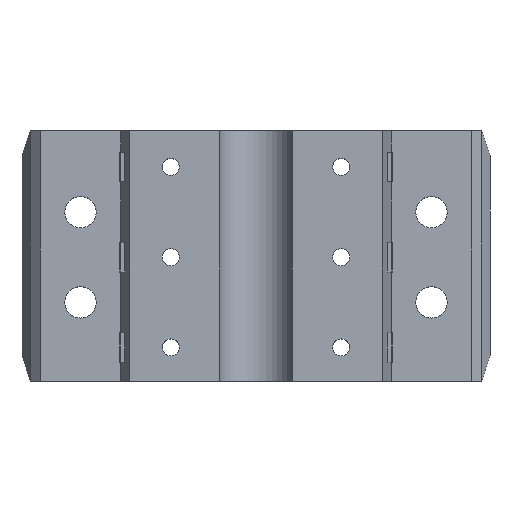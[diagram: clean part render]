
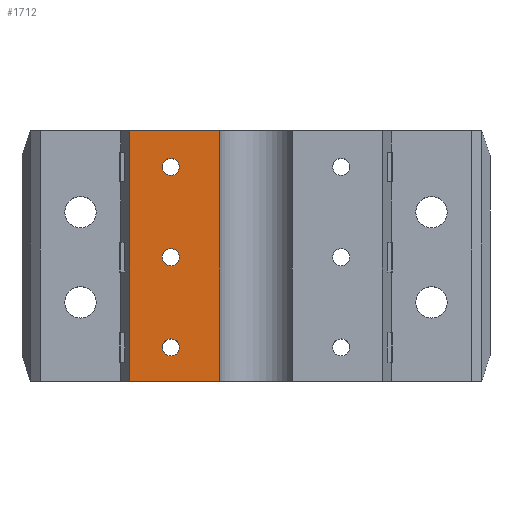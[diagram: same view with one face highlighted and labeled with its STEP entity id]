
A CAD part, top view. The second image highlights one B-rep face of the part: STEP entity #1712.
In plain terms, the highlighted planar face has unit normal (0, 0, 1).
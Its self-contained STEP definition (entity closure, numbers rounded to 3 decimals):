
#207 = PLANE('',#208);
#208 = AXIS2_PLACEMENT_3D('',#209,#210,#211);
#209 = CARTESIAN_POINT('',(190.,9.25,43.609));
#210 = DIRECTION('',(0.,-1.,0.));
#211 = DIRECTION('',(0.,0.,-1.));
#380 = PLANE('',#381);
#381 = AXIS2_PLACEMENT_3D('',#382,#383,#384);
#382 = CARTESIAN_POINT('',(190.,-40.75,43.609));
#383 = DIRECTION('',(0.,-1.,0.));
#384 = DIRECTION('',(0.,0.,-1.));
#642 = VERTEX_POINT('',#643);
#643 = CARTESIAN_POINT('',(182.772,9.25,47.));
#658 = CYLINDRICAL_SURFACE('',#659,7.5);
#659 = AXIS2_PLACEMENT_3D('',#660,#661,#662);
#660 = CARTESIAN_POINT('',(190.,9.25,49.));
#661 = DIRECTION('',(0.,1.,0.));
#662 = DIRECTION('',(1.,0.,0.));
#670 = EDGE_CURVE('',#671,#642,#673,.T.);
#671 = VERTEX_POINT('',#672);
#672 = CARTESIAN_POINT('',(164.788,9.25,47.));
#673 = SURFACE_CURVE('',#674,(#678,#685),.PCURVE_S1.);
#674 = LINE('',#675,#676);
#675 = CARTESIAN_POINT('',(212.5,9.25,47.));
#676 = VECTOR('',#677,1.);
#677 = DIRECTION('',(1.,0.,0.));
#678 = PCURVE('',#207,#679);
#679 = DEFINITIONAL_REPRESENTATION('',(#680),#684);
#680 = LINE('',#681,#682);
#681 = CARTESIAN_POINT('',(-3.391,22.5));
#682 = VECTOR('',#683,1.);
#683 = DIRECTION('',(0.,1.));
#684 = ( GEOMETRIC_REPRESENTATION_CONTEXT(2) 
PARAMETRIC_REPRESENTATION_CONTEXT() REPRESENTATION_CONTEXT('2D SPACE',''
  ) );
#685 = PCURVE('',#686,#691);
#686 = PLANE('',#687);
#687 = AXIS2_PLACEMENT_3D('',#688,#689,#690);
#688 = CARTESIAN_POINT('',(235.,26.5,47.));
#689 = DIRECTION('',(-0.,0.,-1.));
#690 = DIRECTION('',(-1.,0.,0.));
#691 = DEFINITIONAL_REPRESENTATION('',(#692),#696);
#692 = LINE('',#693,#694);
#693 = CARTESIAN_POINT('',(22.5,-17.25));
#694 = VECTOR('',#695,1.);
#695 = DIRECTION('',(-1.,0.));
#696 = ( GEOMETRIC_REPRESENTATION_CONTEXT(2) 
PARAMETRIC_REPRESENTATION_CONTEXT() REPRESENTATION_CONTEXT('2D SPACE',''
  ) );
#714 = PLANE('',#715);
#715 = AXIS2_PLACEMENT_3D('',#716,#717,#718);
#716 = CARTESIAN_POINT('',(166.875,9.25,54.));
#717 = DIRECTION('',(0.958,0.,-0.286));
#718 = DIRECTION('',(-0.286,0.,-0.958));
#1023 = VERTEX_POINT('',#1024);
#1024 = CARTESIAN_POINT('',(182.772,-40.75,47.));
#1046 = EDGE_CURVE('',#1047,#1023,#1049,.T.);
#1047 = VERTEX_POINT('',#1048);
#1048 = CARTESIAN_POINT('',(164.788,-40.75,47.));
#1049 = SURFACE_CURVE('',#1050,(#1054,#1061),.PCURVE_S1.);
#1050 = LINE('',#1051,#1052);
#1051 = CARTESIAN_POINT('',(212.5,-40.75,47.));
#1052 = VECTOR('',#1053,1.);
#1053 = DIRECTION('',(1.,0.,0.));
#1054 = PCURVE('',#380,#1055);
#1055 = DEFINITIONAL_REPRESENTATION('',(#1056),#1060);
#1056 = LINE('',#1057,#1058);
#1057 = CARTESIAN_POINT('',(-3.391,22.5));
#1058 = VECTOR('',#1059,1.);
#1059 = DIRECTION('',(0.,1.));
#1060 = ( GEOMETRIC_REPRESENTATION_CONTEXT(2) 
PARAMETRIC_REPRESENTATION_CONTEXT() REPRESENTATION_CONTEXT('2D SPACE',''
  ) );
#1061 = PCURVE('',#686,#1062);
#1062 = DEFINITIONAL_REPRESENTATION('',(#1063),#1067);
#1063 = LINE('',#1064,#1065);
#1064 = CARTESIAN_POINT('',(22.5,-67.25));
#1065 = VECTOR('',#1066,1.);
#1066 = DIRECTION('',(-1.,0.));
#1067 = ( GEOMETRIC_REPRESENTATION_CONTEXT(2) 
PARAMETRIC_REPRESENTATION_CONTEXT() REPRESENTATION_CONTEXT('2D SPACE',''
  ) );
#1441 = EDGE_CURVE('',#1047,#671,#1442,.T.);
#1442 = SURFACE_CURVE('',#1443,(#1447,#1454),.PCURVE_S1.);
#1443 = LINE('',#1444,#1445);
#1444 = CARTESIAN_POINT('',(164.788,17.875,47.));
#1445 = VECTOR('',#1446,1.);
#1446 = DIRECTION('',(0.,1.,0.));
#1447 = PCURVE('',#714,#1448);
#1448 = DEFINITIONAL_REPRESENTATION('',(#1449),#1453);
#1449 = LINE('',#1450,#1451);
#1450 = CARTESIAN_POINT('',(7.304,8.625));
#1451 = VECTOR('',#1452,1.);
#1452 = DIRECTION('',(0.,1.));
#1453 = ( GEOMETRIC_REPRESENTATION_CONTEXT(2) 
PARAMETRIC_REPRESENTATION_CONTEXT() REPRESENTATION_CONTEXT('2D SPACE',''
  ) );
#1454 = PCURVE('',#686,#1455);
#1455 = DEFINITIONAL_REPRESENTATION('',(#1456),#1460);
#1456 = LINE('',#1457,#1458);
#1457 = CARTESIAN_POINT('',(70.212,-8.625));
#1458 = VECTOR('',#1459,1.);
#1459 = DIRECTION('',(0.,1.));
#1460 = ( GEOMETRIC_REPRESENTATION_CONTEXT(2) 
PARAMETRIC_REPRESENTATION_CONTEXT() REPRESENTATION_CONTEXT('2D SPACE',''
  ) );
#1712 = ADVANCED_FACE('',(#1713,#1739,#1770,#1801),#686,.F.);
#1713 = FACE_BOUND('',#1714,.F.);
#1714 = EDGE_LOOP('',(#1715,#1716,#1717,#1738));
#1715 = ORIENTED_EDGE('',*,*,#1441,.T.);
#1716 = ORIENTED_EDGE('',*,*,#670,.T.);
#1717 = ORIENTED_EDGE('',*,*,#1718,.F.);
#1718 = EDGE_CURVE('',#1023,#642,#1719,.T.);
#1719 = SURFACE_CURVE('',#1720,(#1724,#1731),.PCURVE_S1.);
#1720 = LINE('',#1721,#1722);
#1721 = CARTESIAN_POINT('',(182.772,9.25,47.));
#1722 = VECTOR('',#1723,1.);
#1723 = DIRECTION('',(0.,1.,0.));
#1724 = PCURVE('',#686,#1725);
#1725 = DEFINITIONAL_REPRESENTATION('',(#1726),#1730);
#1726 = LINE('',#1727,#1728);
#1727 = CARTESIAN_POINT('',(52.228,-17.25));
#1728 = VECTOR('',#1729,1.);
#1729 = DIRECTION('',(0.,1.));
#1730 = ( GEOMETRIC_REPRESENTATION_CONTEXT(2) 
PARAMETRIC_REPRESENTATION_CONTEXT() REPRESENTATION_CONTEXT('2D SPACE',''
  ) );
#1731 = PCURVE('',#658,#1732);
#1732 = DEFINITIONAL_REPRESENTATION('',(#1733),#1737);
#1733 = LINE('',#1734,#1735);
#1734 = CARTESIAN_POINT('',(-3.412,0.));
#1735 = VECTOR('',#1736,1.);
#1736 = DIRECTION('',(-0.,1.));
#1737 = ( GEOMETRIC_REPRESENTATION_CONTEXT(2) 
PARAMETRIC_REPRESENTATION_CONTEXT() REPRESENTATION_CONTEXT('2D SPACE',''
  ) );
#1738 = ORIENTED_EDGE('',*,*,#1046,.F.);
#1739 = FACE_BOUND('',#1740,.F.);
#1740 = EDGE_LOOP('',(#1741));
#1741 = ORIENTED_EDGE('',*,*,#1742,.F.);
#1742 = EDGE_CURVE('',#1743,#1743,#1745,.T.);
#1743 = VERTEX_POINT('',#1744);
#1744 = CARTESIAN_POINT('',(174.7,-34.,47.));
#1745 = SURFACE_CURVE('',#1746,(#1751,#1758),.PCURVE_S1.);
#1746 = CIRCLE('',#1747,1.7);
#1747 = AXIS2_PLACEMENT_3D('',#1748,#1749,#1750);
#1748 = CARTESIAN_POINT('',(173.,-34.,47.));
#1749 = DIRECTION('',(0.,0.,-1.));
#1750 = DIRECTION('',(1.,0.,0.));
#1751 = PCURVE('',#686,#1752);
#1752 = DEFINITIONAL_REPRESENTATION('',(#1753),#1757);
#1753 = CIRCLE('',#1754,1.7);
#1754 = AXIS2_PLACEMENT_2D('',#1755,#1756);
#1755 = CARTESIAN_POINT('',(62.,-60.5));
#1756 = DIRECTION('',(-1.,0.));
#1757 = ( GEOMETRIC_REPRESENTATION_CONTEXT(2) 
PARAMETRIC_REPRESENTATION_CONTEXT() REPRESENTATION_CONTEXT('2D SPACE',''
  ) );
#1758 = PCURVE('',#1759,#1764);
#1759 = CYLINDRICAL_SURFACE('',#1760,1.7);
#1760 = AXIS2_PLACEMENT_3D('',#1761,#1762,#1763);
#1761 = CARTESIAN_POINT('',(173.,-34.,0.));
#1762 = DIRECTION('',(0.,0.,-1.));
#1763 = DIRECTION('',(1.,0.,0.));
#1764 = DEFINITIONAL_REPRESENTATION('',(#1765),#1769);
#1765 = LINE('',#1766,#1767);
#1766 = CARTESIAN_POINT('',(-6.283,-47.));
#1767 = VECTOR('',#1768,1.);
#1768 = DIRECTION('',(1.,-0.));
#1769 = ( GEOMETRIC_REPRESENTATION_CONTEXT(2) 
PARAMETRIC_REPRESENTATION_CONTEXT() REPRESENTATION_CONTEXT('2D SPACE',''
  ) );
#1770 = FACE_BOUND('',#1771,.F.);
#1771 = EDGE_LOOP('',(#1772));
#1772 = ORIENTED_EDGE('',*,*,#1773,.F.);
#1773 = EDGE_CURVE('',#1774,#1774,#1776,.T.);
#1774 = VERTEX_POINT('',#1775);
#1775 = CARTESIAN_POINT('',(174.7,-16.,47.));
#1776 = SURFACE_CURVE('',#1777,(#1782,#1789),.PCURVE_S1.);
#1777 = CIRCLE('',#1778,1.7);
#1778 = AXIS2_PLACEMENT_3D('',#1779,#1780,#1781);
#1779 = CARTESIAN_POINT('',(173.,-16.,47.));
#1780 = DIRECTION('',(0.,0.,-1.));
#1781 = DIRECTION('',(1.,0.,0.));
#1782 = PCURVE('',#686,#1783);
#1783 = DEFINITIONAL_REPRESENTATION('',(#1784),#1788);
#1784 = CIRCLE('',#1785,1.7);
#1785 = AXIS2_PLACEMENT_2D('',#1786,#1787);
#1786 = CARTESIAN_POINT('',(62.,-42.5));
#1787 = DIRECTION('',(-1.,0.));
#1788 = ( GEOMETRIC_REPRESENTATION_CONTEXT(2) 
PARAMETRIC_REPRESENTATION_CONTEXT() REPRESENTATION_CONTEXT('2D SPACE',''
  ) );
#1789 = PCURVE('',#1790,#1795);
#1790 = CYLINDRICAL_SURFACE('',#1791,1.7);
#1791 = AXIS2_PLACEMENT_3D('',#1792,#1793,#1794);
#1792 = CARTESIAN_POINT('',(173.,-16.,0.));
#1793 = DIRECTION('',(0.,0.,-1.));
#1794 = DIRECTION('',(1.,0.,0.));
#1795 = DEFINITIONAL_REPRESENTATION('',(#1796),#1800);
#1796 = LINE('',#1797,#1798);
#1797 = CARTESIAN_POINT('',(-6.283,-47.));
#1798 = VECTOR('',#1799,1.);
#1799 = DIRECTION('',(1.,-0.));
#1800 = ( GEOMETRIC_REPRESENTATION_CONTEXT(2) 
PARAMETRIC_REPRESENTATION_CONTEXT() REPRESENTATION_CONTEXT('2D SPACE',''
  ) );
#1801 = FACE_BOUND('',#1802,.F.);
#1802 = EDGE_LOOP('',(#1803));
#1803 = ORIENTED_EDGE('',*,*,#1804,.F.);
#1804 = EDGE_CURVE('',#1805,#1805,#1807,.T.);
#1805 = VERTEX_POINT('',#1806);
#1806 = CARTESIAN_POINT('',(174.7,2.,47.));
#1807 = SURFACE_CURVE('',#1808,(#1813,#1820),.PCURVE_S1.);
#1808 = CIRCLE('',#1809,1.7);
#1809 = AXIS2_PLACEMENT_3D('',#1810,#1811,#1812);
#1810 = CARTESIAN_POINT('',(173.,2.,47.));
#1811 = DIRECTION('',(0.,0.,-1.));
#1812 = DIRECTION('',(1.,0.,0.));
#1813 = PCURVE('',#686,#1814);
#1814 = DEFINITIONAL_REPRESENTATION('',(#1815),#1819);
#1815 = CIRCLE('',#1816,1.7);
#1816 = AXIS2_PLACEMENT_2D('',#1817,#1818);
#1817 = CARTESIAN_POINT('',(62.,-24.5));
#1818 = DIRECTION('',(-1.,0.));
#1819 = ( GEOMETRIC_REPRESENTATION_CONTEXT(2) 
PARAMETRIC_REPRESENTATION_CONTEXT() REPRESENTATION_CONTEXT('2D SPACE',''
  ) );
#1820 = PCURVE('',#1821,#1826);
#1821 = CYLINDRICAL_SURFACE('',#1822,1.7);
#1822 = AXIS2_PLACEMENT_3D('',#1823,#1824,#1825);
#1823 = CARTESIAN_POINT('',(173.,2.,0.));
#1824 = DIRECTION('',(0.,0.,-1.));
#1825 = DIRECTION('',(1.,0.,0.));
#1826 = DEFINITIONAL_REPRESENTATION('',(#1827),#1831);
#1827 = LINE('',#1828,#1829);
#1828 = CARTESIAN_POINT('',(-6.283,-47.));
#1829 = VECTOR('',#1830,1.);
#1830 = DIRECTION('',(1.,-0.));
#1831 = ( GEOMETRIC_REPRESENTATION_CONTEXT(2) 
PARAMETRIC_REPRESENTATION_CONTEXT() REPRESENTATION_CONTEXT('2D SPACE',''
  ) );
